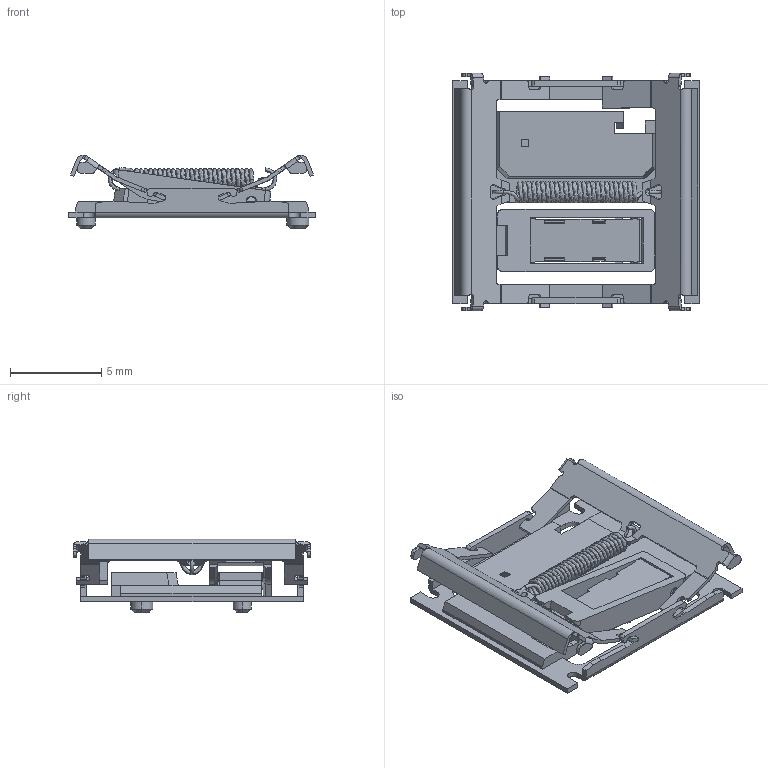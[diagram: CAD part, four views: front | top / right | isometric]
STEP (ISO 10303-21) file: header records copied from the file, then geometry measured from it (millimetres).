
FILE_DESCRIPTION(('STEP AP203'),'1');
FILE_NAME('CPG1316S01D02.2.stp','2023-08-18T20:45:56',(' '),(' '),'Spatial InterOp 3D',' ',' ');
FILE_SCHEMA(('CONFIG_CONTROL_DESIGN'));
Length unit declared in the file: metre
Products named in the file (9): CPG1316S01D02.2; Base; Base_Plastic; Switch_Lever; Lever_2; Stabilizer_1; Stabilizer_2; Lever_1; Spring
Assembly tree (8 placements, depth 2):
  CPG1316S01D02.2
    Base
    Base_Plastic
    Switch_Lever
    Lever_2
    Stabilizer_1
    Stabilizer_2
    Lever_1
    Spring
Bounding box: 13.5 x 13 x 4.03 mm (x, y, z)
Volume: 140.8 mm3; surface area: 862.4 mm2
Topology: 8 solids, 10 shells, 692 faces, 1967 edges, 1294 vertices
Faces by surface type: plane 434, cylinder 241, cone 8, bspline 5, revolution 4
Entity records: 26850 total; most frequent: CARTESIAN_POINT 7980, ORIENTED_EDGE 3934, DIRECTION 3810, EDGE_CURVE 1967, LINE 1414, VECTOR 1414, VERTEX_POINT 1294, AXIS2_PLACEMENT_3D 1196
